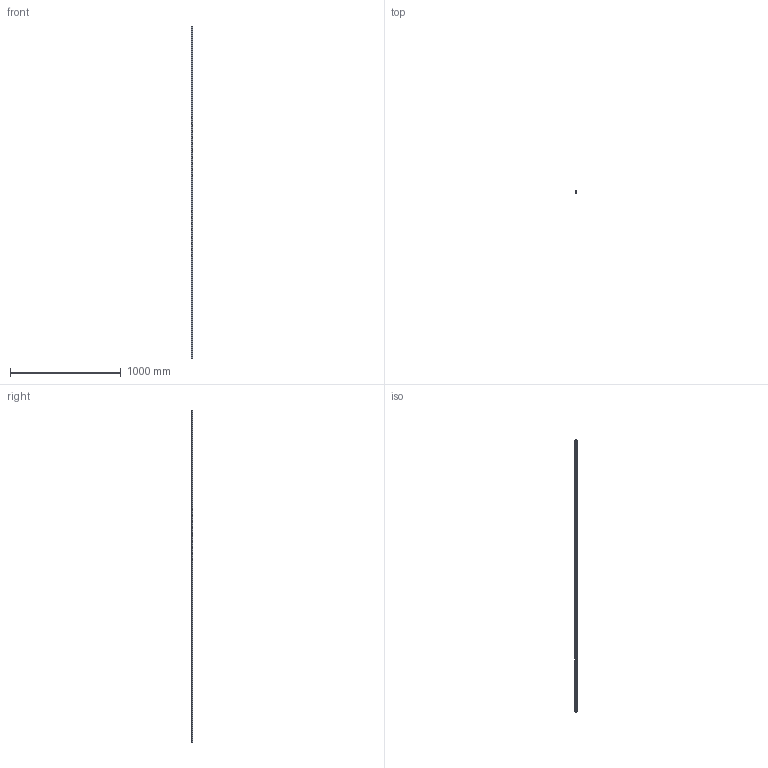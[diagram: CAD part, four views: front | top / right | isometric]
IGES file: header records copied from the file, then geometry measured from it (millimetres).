
Start section:  PTC IGES file: s0223-61031.igs
Global section: file name: s0223-61031.igs; native system: Pro/ENGINEER by Parametric Technology Corporation; preprocessor: 2006200; author: Andrea.Castagnoli; organization: Unknown; date: 20070706.145244; units: millimetre
Bounding box: 16 x 17.5 x 3000 mm (x, y, z)
Volume: 390392.4 mm3; surface area: 321832.7 mm2
Topology: 1 solids, 1 shells, 34 faces, 90 edges, 56 vertices
Faces by surface type: bspline 32, revolution 2
